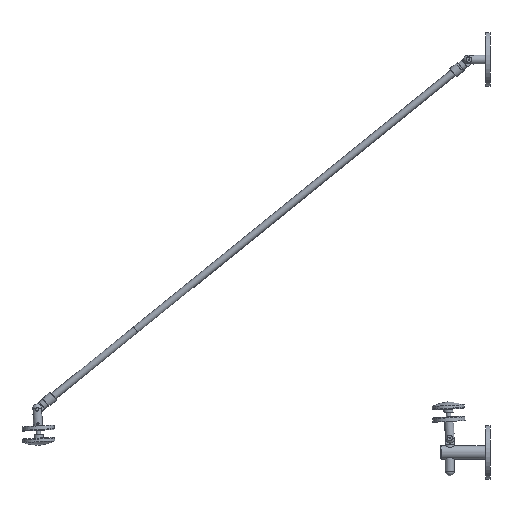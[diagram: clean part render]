
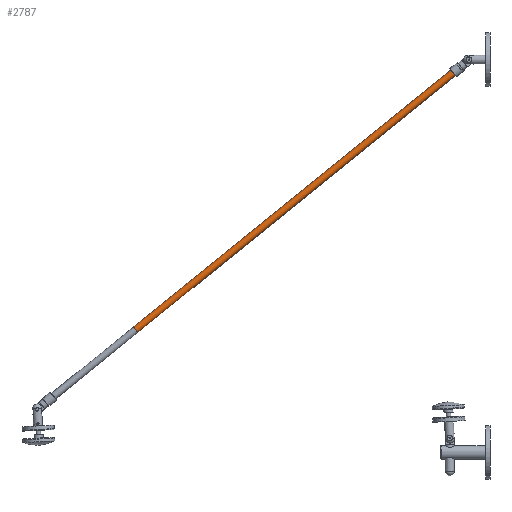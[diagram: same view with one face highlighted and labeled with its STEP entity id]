
A CAD part, left-side view. The second image highlights one B-rep face of the part: STEP entity #2787.
In plain terms, the highlighted cylindrical face has radius 8 mm (diameter 16 mm), a full revolution.
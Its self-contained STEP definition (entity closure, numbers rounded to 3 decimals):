
#399=CYLINDRICAL_SURFACE('',#3413,8.);
#490=FACE_OUTER_BOUND('',#681,.T.);
#681=EDGE_LOOP('',(#2219,#2220,#2221,#2222));
#885=LINE('',#5154,#1053);
#1053=VECTOR('',#3987,8.);
#1227=CIRCLE('',#3414,8.);
#1228=CIRCLE('',#3415,8.);
#1424=VERTEX_POINT('',#5151);
#1425=VERTEX_POINT('',#5153);
#1719=EDGE_CURVE('',#1424,#1424,#1227,.T.);
#1720=EDGE_CURVE('',#1424,#1425,#885,.T.);
#1721=EDGE_CURVE('',#1425,#1425,#1228,.T.);
#2219=ORIENTED_EDGE('',*,*,#1719,.F.);
#2220=ORIENTED_EDGE('',*,*,#1720,.T.);
#2221=ORIENTED_EDGE('',*,*,#1721,.T.);
#2222=ORIENTED_EDGE('',*,*,#1720,.F.);
#2787=ADVANCED_FACE('',(#490),#399,.T.);
#3413=AXIS2_PLACEMENT_3D('',#5150,#3983,#3984);
#3414=AXIS2_PLACEMENT_3D('',#5152,#3985,#3986);
#3415=AXIS2_PLACEMENT_3D('',#5155,#3988,#3989);
#3983=DIRECTION('center_axis',(0.,1.,0.));
#3984=DIRECTION('ref_axis',(-1.,0.,0.));
#3985=DIRECTION('center_axis',(0.,1.,0.));
#3986=DIRECTION('ref_axis',(-1.,0.,0.));
#3987=DIRECTION('',(0.,-1.,0.));
#3988=DIRECTION('center_axis',(0.,1.,0.));
#3989=DIRECTION('ref_axis',(-1.,0.,0.));
#5150=CARTESIAN_POINT('Origin',(0.,0.,0.));
#5151=CARTESIAN_POINT('',(8.,920.,0.));
#5152=CARTESIAN_POINT('Origin',(0.,920.,0.));
#5153=CARTESIAN_POINT('',(8.,0.,0.));
#5154=CARTESIAN_POINT('',(8.,0.,0.));
#5155=CARTESIAN_POINT('Origin',(0.,0.,0.));
